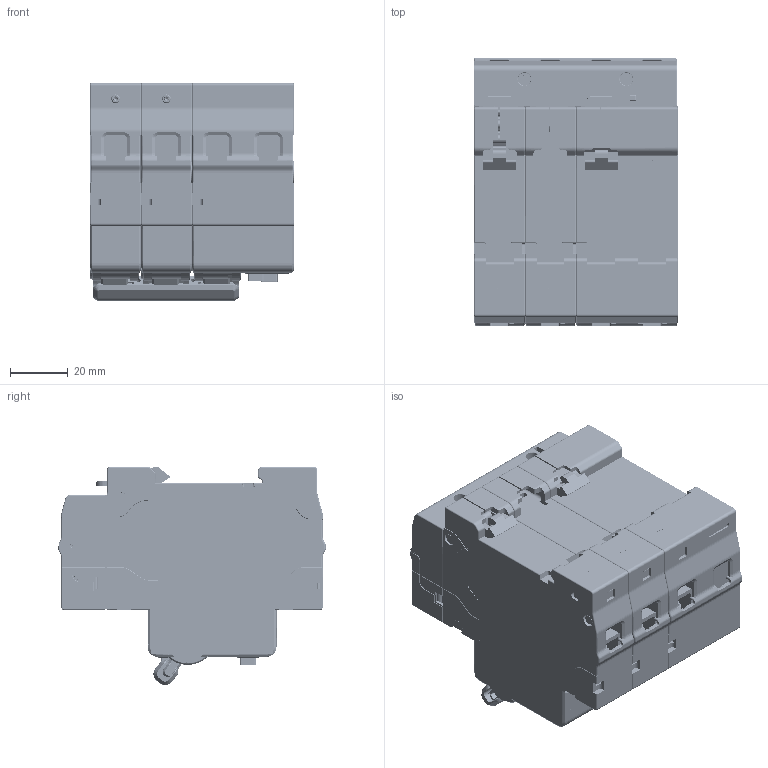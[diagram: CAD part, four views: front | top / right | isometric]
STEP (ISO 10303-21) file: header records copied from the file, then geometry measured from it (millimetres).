
FILE_DESCRIPTION((''),'2;1');
FILE_NAME('2290007800_SW0001','2020-05-29T',('yuan.lu'),(''),'PRO/ENGINEER BY PARAMETRIC TECHNOLOGY CORPORATION, 2015440','PRO/ENGINEER BY PARAMETRIC TECHNOLOGY CORPORATION, 2015440','');
FILE_SCHEMA(('CONFIG_CONTROL_DESIGN'));
Products named in the file (1): 2290007800_SW0001
Bounding box: 71.25 x 92.98 x 75.8 mm (x, y, z)
Volume: 299231.1 mm3; surface area: 102647.1 mm2
Topology: 9 solids, 9 shells, 7935 faces, 21430 edges, 13486 vertices
Faces by surface type: plane 4884, cylinder 1956, cone 340, torus 327, extrusion 285, bspline 73, sphere 70
Entity records: 253108 total; most frequent: CARTESIAN_POINT 54418, ORIENTED_EDGE 42846, DIRECTION 39493, EDGE_CURVE 21423, VECTOR 15569, LINE 15284, VERTEX_POINT 13486, AXIS2_PLACEMENT_3D 11962
